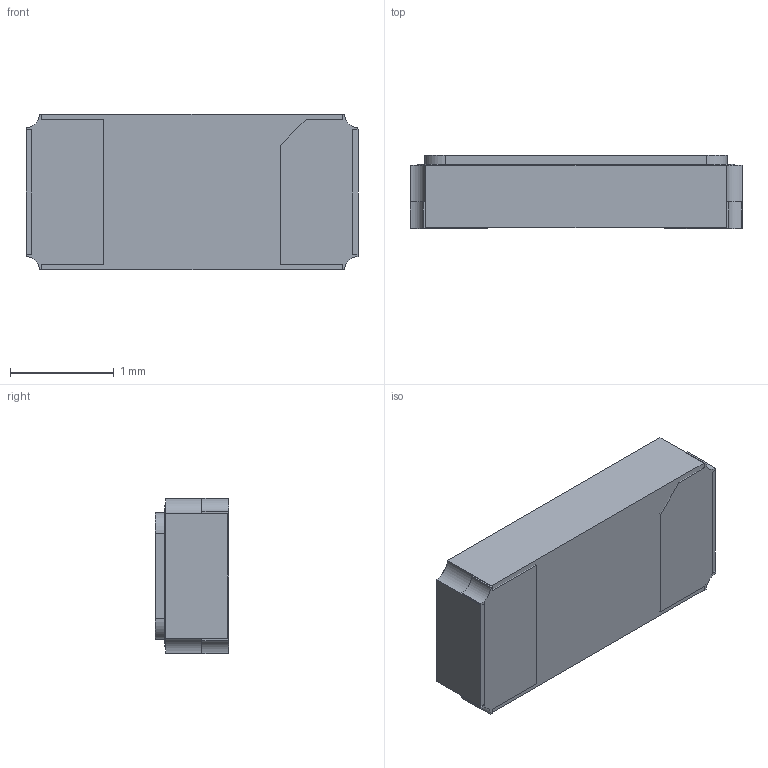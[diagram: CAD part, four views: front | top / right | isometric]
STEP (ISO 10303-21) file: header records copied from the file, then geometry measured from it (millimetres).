
FILE_DESCRIPTION (( 'STEP AP214' ), '1' );
FILE_NAME ('KX-327NHT.STEP', '2017-08-23T15:00:24', ( '' ), ( '' ), 'SwSTEP 2.0', 'SolidWorks 2016', '' );
FILE_SCHEMA (( 'AUTOMOTIVE_DESIGN' ));
Length unit declared in the file: millimetre
Products named in the file (1): KX-327NHT
Bounding box: 3.2 x 0.71 x 1.5 mm (x, y, z)
Surface area: 21.9 mm2
Topology: 3 solids, 3 shells, 61 faces, 159 edges, 106 vertices
Faces by surface type: plane 45, cylinder 16
Entity records: 2027 total; most frequent: CARTESIAN_POINT 327, ORIENTED_EDGE 318, DIRECTION 315, EDGE_CURVE 159, LINE 127, VECTOR 127, VERTEX_POINT 106, AXIS2_PLACEMENT_3D 94
